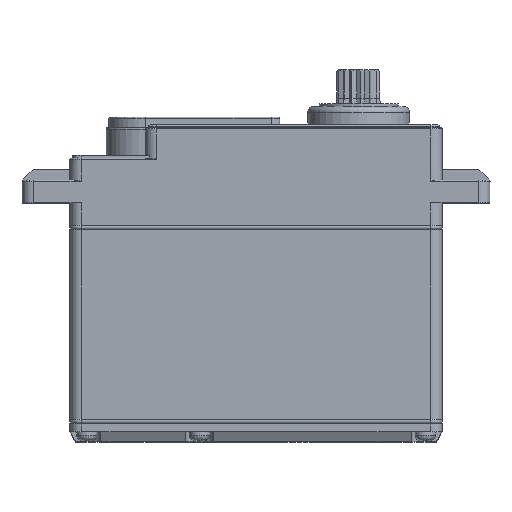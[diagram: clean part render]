
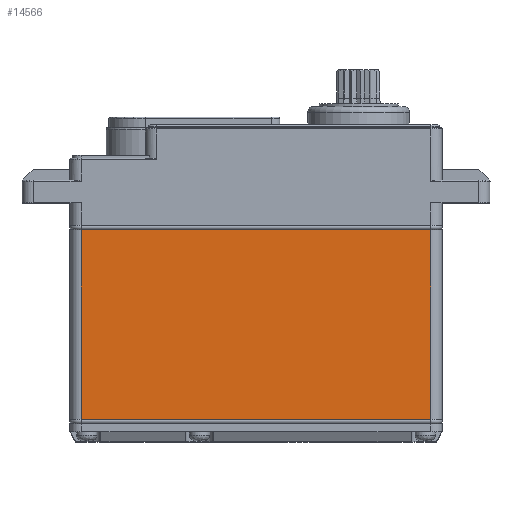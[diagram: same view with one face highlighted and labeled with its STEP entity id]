
A CAD part, top view. The second image highlights one B-rep face of the part: STEP entity #14566.
In plain terms, the highlighted planar face has unit normal (0, 0, 1).
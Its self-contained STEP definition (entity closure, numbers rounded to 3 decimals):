
#3347=DIRECTION('',(0.,-1.,0.));
#3348=VECTOR('',#3347,33.6);
#3349=CARTESIAN_POINT('',(-31.,33.6,15.));
#3350=LINE('',#3349,#3348);
#3355=DIRECTION('',(-1.,0.,0.));
#3356=VECTOR('',#3355,62.);
#3357=CARTESIAN_POINT('',(31.,33.6,15.));
#3358=LINE('',#3357,#3356);
#3359=DIRECTION('',(1.,0.,0.));
#3360=VECTOR('',#3359,62.);
#3361=CARTESIAN_POINT('',(-31.,0.,15.));
#3362=LINE('',#3361,#3360);
#3367=DIRECTION('',(0.,1.,0.));
#3368=VECTOR('',#3367,33.6);
#3369=CARTESIAN_POINT('',(31.,0.,15.));
#3370=LINE('',#3369,#3368);
#7347=CARTESIAN_POINT('',(-31.,0.,15.));
#7349=VERTEX_POINT('',#7347);
#7360=CARTESIAN_POINT('',(31.,0.,15.));
#7361=VERTEX_POINT('',#7360);
#7363=CARTESIAN_POINT('',(-31.,33.6,15.));
#7365=VERTEX_POINT('',#7363);
#7376=CARTESIAN_POINT('',(31.,33.6,15.));
#7377=VERTEX_POINT('',#7376);
#14553=CARTESIAN_POINT('',(0.,16.8,15.));
#14554=DIRECTION('',(0.,0.,1.));
#14555=DIRECTION('',(1.,0.,0.));
#14556=AXIS2_PLACEMENT_3D('',#14553,#14554,#14555);
#14557=PLANE('',#14556);
#14558=ORIENTED_EDGE('',*,*,#14481,.F.);
#14560=ORIENTED_EDGE('',*,*,#14559,.F.);
#14562=ORIENTED_EDGE('',*,*,#14561,.F.);
#14563=ORIENTED_EDGE('',*,*,#14538,.F.);
#14564=EDGE_LOOP('',(#14558,#14560,#14562,#14563));
#14565=FACE_OUTER_BOUND('',#14564,.F.);
#14566=ADVANCED_FACE('',(#14565),#14557,.T.);
#14481=EDGE_CURVE('',#7377,#7365,#3358,.T.);
#14538=EDGE_CURVE('',#7365,#7349,#3350,.T.);
#14559=EDGE_CURVE('',#7361,#7377,#3370,.T.);
#14561=EDGE_CURVE('',#7349,#7361,#3362,.T.);
